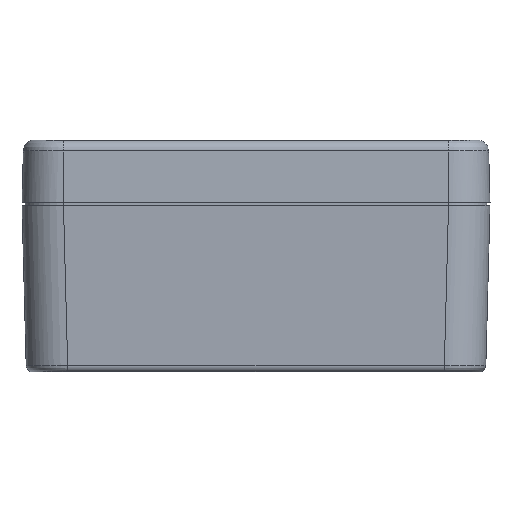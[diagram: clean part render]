
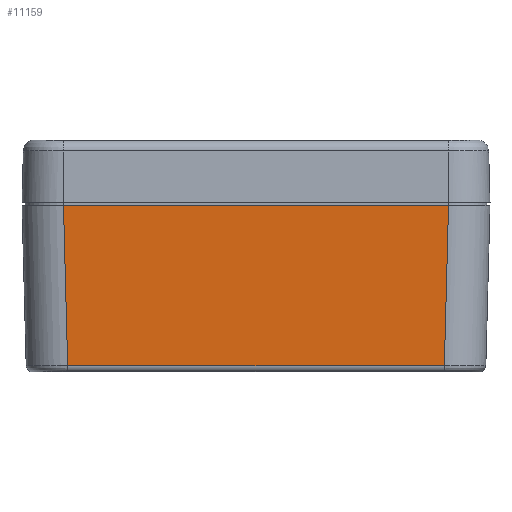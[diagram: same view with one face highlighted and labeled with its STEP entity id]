
A CAD part, front view. The second image highlights one B-rep face of the part: STEP entity #11159.
In plain terms, the highlighted planar face has unit normal (0, -1, -0.026).
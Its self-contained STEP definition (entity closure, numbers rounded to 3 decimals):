
#869=PLANE('',#12033);
#1614=FACE_OUTER_BOUND('',#2344,.T.);
#2344=EDGE_LOOP('',(#8259,#8260,#8261,#8262));
#3196=LINE('',#18696,#3993);
#3197=LINE('',#18700,#3994);
#3198=LINE('',#18702,#3995);
#3199=LINE('',#18703,#3996);
#3993=VECTOR('',#13511,1000.);
#3994=VECTOR('',#13516,1000.);
#3995=VECTOR('',#13517,1000.);
#3996=VECTOR('',#13518,1000.);
#5258=VERTEX_POINT('',#18684);
#5259=VERTEX_POINT('',#18695);
#5260=VERTEX_POINT('',#18699);
#5261=VERTEX_POINT('',#18701);
#6374=EDGE_CURVE('',#5259,#5258,#3196,.T.);
#6376=EDGE_CURVE('',#5260,#5258,#3197,.T.);
#6377=EDGE_CURVE('',#5261,#5260,#3198,.T.);
#6378=EDGE_CURVE('',#5261,#5259,#3199,.T.);
#8259=ORIENTED_EDGE('',*,*,#6374,.T.);
#8260=ORIENTED_EDGE('',*,*,#6376,.F.);
#8261=ORIENTED_EDGE('',*,*,#6377,.F.);
#8262=ORIENTED_EDGE('',*,*,#6378,.T.);
#11159=ADVANCED_FACE('',(#1614),#869,.T.);
#12033=AXIS2_PLACEMENT_3D('',#18698,#13514,#13515);
#13511=DIRECTION('',(0.026,0.026,-0.999));
#13514=DIRECTION('center_axis',(0.,-1.,
-0.026));
#13515=DIRECTION('ref_axis',(0.,-0.026,1.));
#13516=DIRECTION('',(-1.,0.,0.));
#13517=DIRECTION('',(-0.026,0.026,-0.999));
#13518=DIRECTION('',(-1.,0.,0.));
#18684=CARTESIAN_POINT('',(-30.182,-61.828,-17.681));
#18695=CARTESIAN_POINT('',(-30.85,-62.496,7.997));
#18696=CARTESIAN_POINT('',(-30.85,-62.496,7.997));
#18698=CARTESIAN_POINT('Origin',(-37.563,-62.562,10.511));
#18699=CARTESIAN_POINT('',(30.182,-61.828,-17.681));
#18700=CARTESIAN_POINT('',(-37.563,-61.828,-17.681));
#18701=CARTESIAN_POINT('',(30.85,-62.496,7.997));
#18702=CARTESIAN_POINT('',(30.835,-62.481,7.395));
#18703=CARTESIAN_POINT('',(-37.563,-62.496,7.997));
